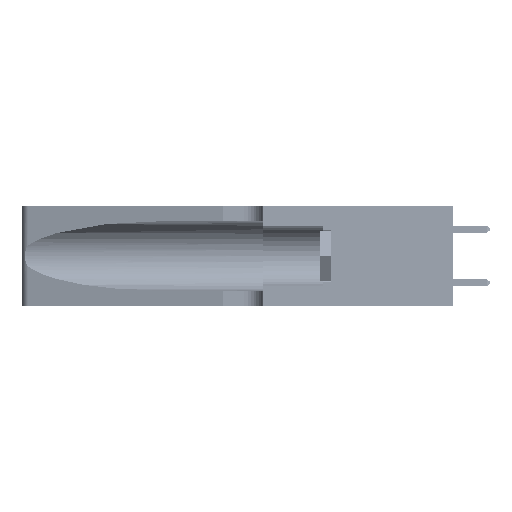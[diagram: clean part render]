
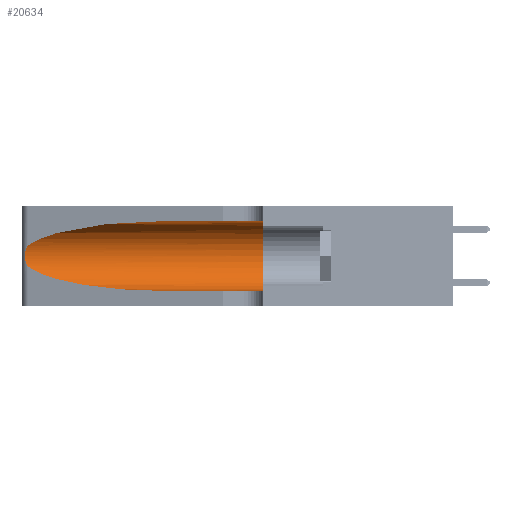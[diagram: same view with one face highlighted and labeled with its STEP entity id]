
A CAD part, left-side view. The second image highlights one B-rep face of the part: STEP entity #20634.
In plain terms, the highlighted cylindrical face has radius 3.308 mm (diameter 6.617 mm), a partial arc.
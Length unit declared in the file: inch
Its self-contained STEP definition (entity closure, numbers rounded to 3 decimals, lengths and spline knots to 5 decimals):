
#864 = AXIS2_PLACEMENT_3D ( 'NONE', #45102, #21990, #33214 ) ;
#3326 = EDGE_CURVE ( 'NONE', #41522, #32641, #5227, .T. ) ;
#4630 = EDGE_CURVE ( 'NONE', #32732, #24300, #35475, .T. ) ;
#5227 = B_SPLINE_CURVE_WITH_KNOTS ( 'NONE', 3,
 ( #47296, #11498, #19866, #39280, #11675, #35601, #11153, #43125, #7618, #42955, #23316, #38941, #7287, #34921 ),
 .UNSPECIFIED., .F., .F.,
 ( 4, 2, 2, 2, 2, 2, 4 ),
 ( 0., 0.00027, 0.00053, 0.00107, 0.0016, 0.00187, 0.00214 ),
 .UNSPECIFIED. ) ;
#5737 = CARTESIAN_POINT ( 'NONE',  ( 0.1305, 0.72297, 0.31525 ) ) ;
#5939 = CARTESIAN_POINT ( 'NONE',  ( 0.1305, 0.72297, 0.31525 ) ) ;
#7287 = CARTESIAN_POINT ( 'NONE',  ( 0.25555, 1.22993, 0.14849 ) ) ;
#7618 = CARTESIAN_POINT ( 'NONE',  ( 0.26017, 1.23833, 0.17102 ) ) ;
#9708 = LINE ( 'NONE', #24285, #42671 ) ;
#11153 = CARTESIAN_POINT ( 'NONE',  ( 0.26075, 1.23896, 0.19203 ) ) ;
#11498 = CARTESIAN_POINT ( 'NONE',  ( 0.25555, 1.22994, 0.2215 ) ) ;
#11675 = CARTESIAN_POINT ( 'NONE',  ( 0.25854, 1.2359, 0.20912 ) ) ;
#11937 = EDGE_LOOP ( 'NONE', ( #38715, #25483, #32851, #49824, #47231, #19237 ) ) ;
#12281 = CARTESIAN_POINT ( 'NONE',  ( 0.1305, 0.72297, 0.05475 ) ) ;
#12489 = EDGE_CURVE ( 'NONE', #47232, #41522, #25312, .T. ) ;
#12765 = CARTESIAN_POINT ( 'NONE',  ( 0.1305, 0.35, 0.185 ) ) ;
#14308 = CARTESIAN_POINT ( 'NONE',  ( 0.25487, 1.22718, 0.22369 ) ) ;
#14865 = FACE_OUTER_BOUND ( 'NONE', #11937, .T. ) ;
#17782 = EDGE_CURVE ( 'NONE', #37229, #24300, #35081, .T. ) ;
#18269 = CARTESIAN_POINT ( 'NONE',  ( 0.25487, 1.22718, 0.14631 ) ) ;
#19237 = ORIENTED_EDGE ( 'NONE', *, *, #21721, .F. ) ;
#19866 = CARTESIAN_POINT ( 'NONE',  ( 0.25639, 1.23184, 0.21858 ) ) ;
#20634 = ADVANCED_FACE ( 'NONE', ( #14865 ), #47788, .F. ) ;
#20866 =( BOUNDED_CURVE ( )  B_SPLINE_CURVE ( 3, ( #33188, #29387, #37383, #30429 ),
 .UNSPECIFIED., .F., .T. ) 
 B_SPLINE_CURVE_WITH_KNOTS ( ( 4, 4 ),
 ( 3.44316, 4.71239 ),
 .UNSPECIFIED. ) 
 CURVE ( )  GEOMETRIC_REPRESENTATION_ITEM ( )  RATIONAL_B_SPLINE_CURVE ( ( 1., 0.87, 0.87, 1. ) ) 
 REPRESENTATION_ITEM ( '' )  );
#21721 = EDGE_CURVE ( 'NONE', #47232, #32732, #9708, .T. ) ;
#21990 = DIRECTION ( 'NONE',  ( 0., -1., 0. ) ) ;
#23316 = CARTESIAN_POINT ( 'NONE',  ( 0.25789, 1.23486, 0.15765 ) ) ;
#24285 = CARTESIAN_POINT ( 'NONE',  ( 0.1305, 1.61858, 0.31525 ) ) ;
#24300 = VERTEX_POINT ( 'NONE', #33948 ) ;
#25312 =( BOUNDED_CURVE ( )  B_SPLINE_CURVE ( 3, ( #5737, #41552, #42392, #14308 ),
 .UNSPECIFIED., .F., .T. ) 
 B_SPLINE_CURVE_WITH_KNOTS ( ( 4, 4 ),
 ( 1.5708, 2.84003 ),
 .UNSPECIFIED. ) 
 CURVE ( )  GEOMETRIC_REPRESENTATION_ITEM ( )  RATIONAL_B_SPLINE_CURVE ( ( 1., 0.87, 0.87, 1. ) ) 
 REPRESENTATION_ITEM ( '' )  );
#25483 = ORIENTED_EDGE ( 'NONE', *, *, #3326, .T. ) ;
#27025 = VECTOR ( 'NONE', #27439, 39.37008 ) ;
#27439 = DIRECTION ( 'NONE',  ( 0., -1., 0. ) ) ;
#29387 = CARTESIAN_POINT ( 'NONE',  ( 0.2373, 1.15595, 0.08982 ) ) ;
#30429 = CARTESIAN_POINT ( 'NONE',  ( 0.1305, 0.72297, 0.05475 ) ) ;
#32641 = VERTEX_POINT ( 'NONE', #18269 ) ;
#32732 = VERTEX_POINT ( 'NONE', #49865 ) ;
#32851 = ORIENTED_EDGE ( 'NONE', *, *, #50380, .T. ) ;
#33188 = CARTESIAN_POINT ( 'NONE',  ( 0.25487, 1.22718, 0.14631 ) ) ;
#33214 = DIRECTION ( 'NONE',  ( 0., 0., -1. ) ) ;
#33948 = CARTESIAN_POINT ( 'NONE',  ( 0.1305, 0.35, 0.05475 ) ) ;
#34921 = CARTESIAN_POINT ( 'NONE',  ( 0.25487, 1.22718, 0.14631 ) ) ;
#35081 = LINE ( 'NONE', #51137, #27025 ) ;
#35475 = CIRCLE ( 'NONE', #37683, 0.13025 ) ;
#35601 = CARTESIAN_POINT ( 'NONE',  ( 0.26018, 1.23835, 0.19895 ) ) ;
#36139 = CARTESIAN_POINT ( 'NONE',  ( 0.25487, 1.22718, 0.22369 ) ) ;
#37229 = VERTEX_POINT ( 'NONE', #12281 ) ;
#37383 = CARTESIAN_POINT ( 'NONE',  ( 0.18966, 0.96281, 0.05475 ) ) ;
#37683 = AXIS2_PLACEMENT_3D ( 'NONE', #12765, #40182, #48559 ) ;
#38715 = ORIENTED_EDGE ( 'NONE', *, *, #12489, .T. ) ;
#38941 = CARTESIAN_POINT ( 'NONE',  ( 0.25639, 1.23186, 0.15144 ) ) ;
#39280 = CARTESIAN_POINT ( 'NONE',  ( 0.25787, 1.23484, 0.2124 ) ) ;
#40182 = DIRECTION ( 'NONE',  ( 0., 1., 0. ) ) ;
#40618 = DIRECTION ( 'NONE',  ( 0., -1., 0. ) ) ;
#41522 = VERTEX_POINT ( 'NONE', #36139 ) ;
#41552 = CARTESIAN_POINT ( 'NONE',  ( 0.18966, 0.96281, 0.31525 ) ) ;
#42392 = CARTESIAN_POINT ( 'NONE',  ( 0.2373, 1.15595, 0.28018 ) ) ;
#42671 = VECTOR ( 'NONE', #40618, 39.37008 ) ;
#42955 = CARTESIAN_POINT ( 'NONE',  ( 0.25856, 1.23593, 0.16098 ) ) ;
#43125 = CARTESIAN_POINT ( 'NONE',  ( 0.26075, 1.23896, 0.178 ) ) ;
#45102 = CARTESIAN_POINT ( 'NONE',  ( 0.1305, 1.61858, 0.185 ) ) ;
#47231 = ORIENTED_EDGE ( 'NONE', *, *, #4630, .F. ) ;
#47232 = VERTEX_POINT ( 'NONE', #5939 ) ;
#47296 = CARTESIAN_POINT ( 'NONE',  ( 0.25487, 1.22718, 0.22369 ) ) ;
#47788 = CYLINDRICAL_SURFACE ( 'NONE', #864, 0.13025 ) ;
#48559 = DIRECTION ( 'NONE',  ( 0., 0., 1. ) ) ;
#49824 = ORIENTED_EDGE ( 'NONE', *, *, #17782, .T. ) ;
#49865 = CARTESIAN_POINT ( 'NONE',  ( 0.1305, 0.35, 0.31525 ) ) ;
#50380 = EDGE_CURVE ( 'NONE', #32641, #37229, #20866, .T. ) ;
#51137 = CARTESIAN_POINT ( 'NONE',  ( 0.1305, 1.61858, 0.05475 ) ) ;
